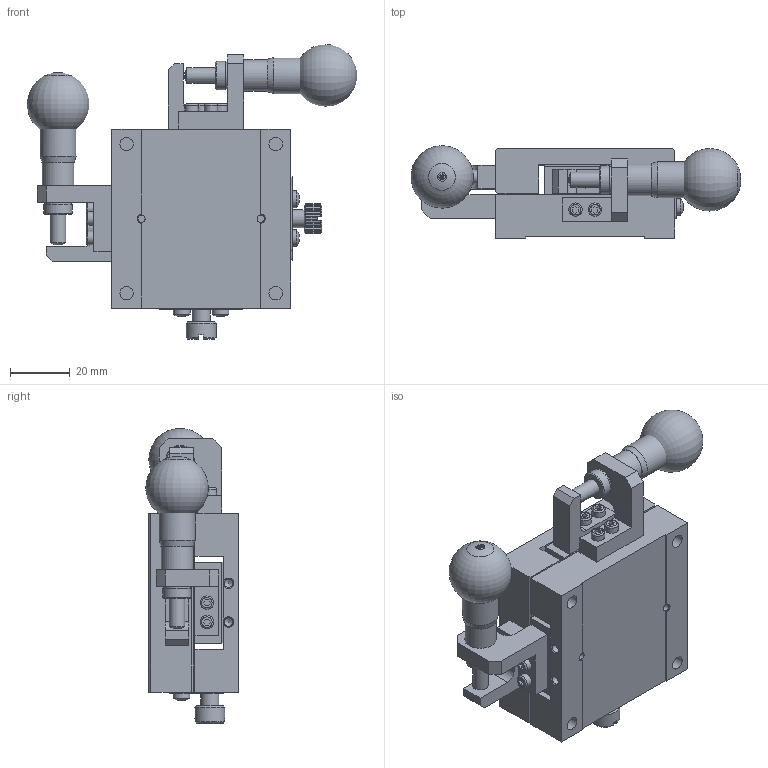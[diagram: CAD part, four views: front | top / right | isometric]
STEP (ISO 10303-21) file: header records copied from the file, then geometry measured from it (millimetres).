
FILE_DESCRIPTION (( 'STEP AP203' ), '1' );
FILE_NAME ('528919.STEP', '2024-11-13T02:05:15', ( 'Windows User' ), ( 'P R C' ), 'SwSTEP 2.0', 'SolidWorks 2020', '' );
FILE_SCHEMA (( 'CONFIG_CONTROL_DESIGN' ));
Products named in the file (1): 528919
Bounding box: 110.66 x 30.98 x 98.91 mm (x, y, z)
Volume: 112082.4 mm3; surface area: 49389 mm2
Topology: 6 solids, 6 shells, 4381 faces, 9322 edges, 4980 vertices
Faces by surface type: bspline 2890, cylinder 913, plane 339, cone 233, torus 6
Full cylindrical faces by diameter (mm): 2.459 x10, 2.85 x6, 3 x2, 3.242 x10, 4.5 x12, 5.2 x2, 5.6 x4, 6 x2, 8 x4, 8.9 x2, 9 x2, 9.5 x6, 10 x1, 10.6 x2, 12.034 x2
Entity records: 166375 total; most frequent: CARTESIAN_POINT 106676, ORIENTED_EDGE 18260, EDGE_CURVE 9130, DIRECTION 5180, VERTEX_POINT 4922, EDGE_LOOP 4582, FACE_OUTER_BOUND 4460, ADVANCED_FACE 4381
